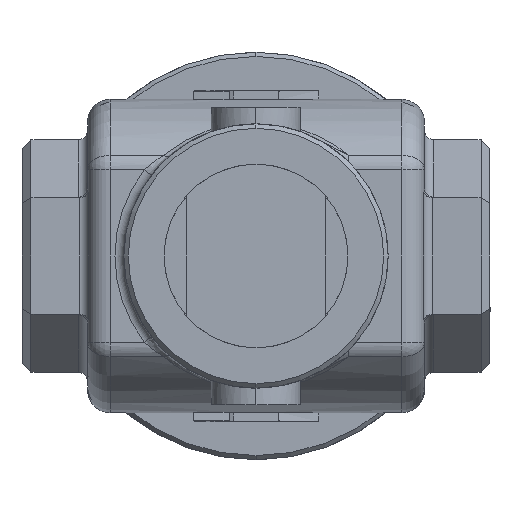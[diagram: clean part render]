
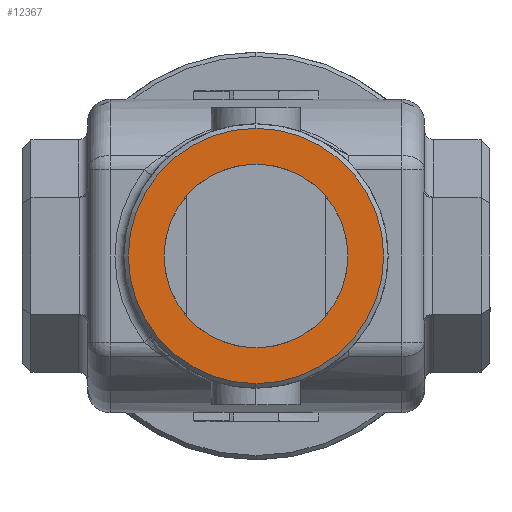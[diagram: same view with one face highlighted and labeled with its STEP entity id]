
A CAD part, front view. The second image highlights one B-rep face of the part: STEP entity #12367.
In plain terms, the highlighted planar face has unit normal (0, -1, 0).
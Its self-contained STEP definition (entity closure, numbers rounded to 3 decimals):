
#900 = AXIS2_PLACEMENT_3D ( 'NONE', #19912, #2407, #7838 ) ;
#1685 = AXIS2_PLACEMENT_3D ( 'NONE', #26723, #15033, #9140 ) ;
#1962 = AXIS2_PLACEMENT_3D ( 'NONE', #6537, #30055, #24363 ) ;
#2228 = CIRCLE ( 'NONE', #1962, 28.5 ) ;
#2407 = DIRECTION ( 'NONE',  ( 0., -1., 0. ) ) ;
#4315 = EDGE_LOOP ( 'NONE', ( #32780, #21916 ) ) ;
#5620 = VERTEX_POINT ( 'NONE', #27276 ) ;
#6537 = CARTESIAN_POINT ( 'NONE',  ( -89.822, -73.373, 104.5 ) ) ;
#7838 = DIRECTION ( 'NONE',  ( 0., 0., 1. ) ) ;
#8587 = PLANE ( 'NONE',  #22962 ) ;
#9140 = DIRECTION ( 'NONE',  ( 0., 0., 1. ) ) ;
#9529 = CIRCLE ( 'NONE', #900, 19.15 ) ;
#11081 = CARTESIAN_POINT ( 'NONE',  ( -89.822, -73.373, 133. ) ) ;
#11920 = CARTESIAN_POINT ( 'NONE',  ( -89.822, -73.373, 85.35 ) ) ;
#12367 = ADVANCED_FACE ( 'NONE', ( #15164, #14726 ), #8587, .T. ) ;
#13613 = ORIENTED_EDGE ( 'NONE', *, *, #25182, .F. ) ;
#14726 = FACE_OUTER_BOUND ( 'NONE', #4315, .T. ) ;
#15033 = DIRECTION ( 'NONE',  ( 0., -1., 0. ) ) ;
#15164 = FACE_BOUND ( 'NONE', #27143, .T. ) ;
#16255 = VERTEX_POINT ( 'NONE', #11920 ) ;
#16390 = DIRECTION ( 'NONE',  ( 0., 0., 1. ) ) ;
#17267 = CIRCLE ( 'NONE', #1685, 28.5 ) ;
#17273 = CIRCLE ( 'NONE', #32620, 19.15 ) ;
#17565 = CARTESIAN_POINT ( 'NONE',  ( -89.822, -73.373, 104.5 ) ) ;
#19912 = CARTESIAN_POINT ( 'NONE',  ( -89.822, -73.373, 104.5 ) ) ;
#20125 = ORIENTED_EDGE ( 'NONE', *, *, #30338, .F. ) ;
#21050 = VERTEX_POINT ( 'NONE', #11081 ) ;
#21435 = EDGE_CURVE ( 'NONE', #21050, #5620, #2228, .T. ) ;
#21916 = ORIENTED_EDGE ( 'NONE', *, *, #21435, .T. ) ;
#22962 = AXIS2_PLACEMENT_3D ( 'NONE', #17565, #29770, #32995 ) ;
#24363 = DIRECTION ( 'NONE',  ( 0., 0., 1. ) ) ;
#25182 = EDGE_CURVE ( 'NONE', #37038, #16255, #17273, .T. ) ;
#25338 = DIRECTION ( 'NONE',  ( 0., -1., 0. ) ) ;
#26723 = CARTESIAN_POINT ( 'NONE',  ( -89.822, -73.373, 104.5 ) ) ;
#27143 = EDGE_LOOP ( 'NONE', ( #13613, #20125 ) ) ;
#27276 = CARTESIAN_POINT ( 'NONE',  ( -89.822, -73.373, 76. ) ) ;
#29770 = DIRECTION ( 'NONE',  ( 0., -1., 0. ) ) ;
#30055 = DIRECTION ( 'NONE',  ( 0., -1., 0. ) ) ;
#30338 = EDGE_CURVE ( 'NONE', #16255, #37038, #9529, .T. ) ;
#32099 = EDGE_CURVE ( 'NONE', #5620, #21050, #17267, .T. ) ;
#32620 = AXIS2_PLACEMENT_3D ( 'NONE', #37231, #25338, #16390 ) ;
#32780 = ORIENTED_EDGE ( 'NONE', *, *, #32099, .T. ) ;
#32995 = DIRECTION ( 'NONE',  ( 0., 0., 1. ) ) ;
#35237 = CARTESIAN_POINT ( 'NONE',  ( -89.822, -73.373, 123.65 ) ) ;
#37038 = VERTEX_POINT ( 'NONE', #35237 ) ;
#37231 = CARTESIAN_POINT ( 'NONE',  ( -89.822, -73.373, 104.5 ) ) ;
